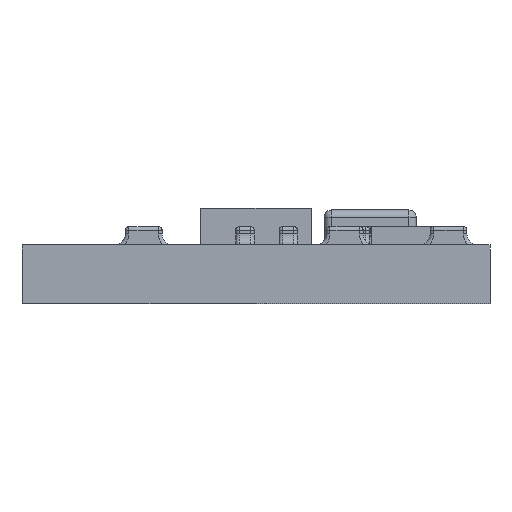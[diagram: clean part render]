
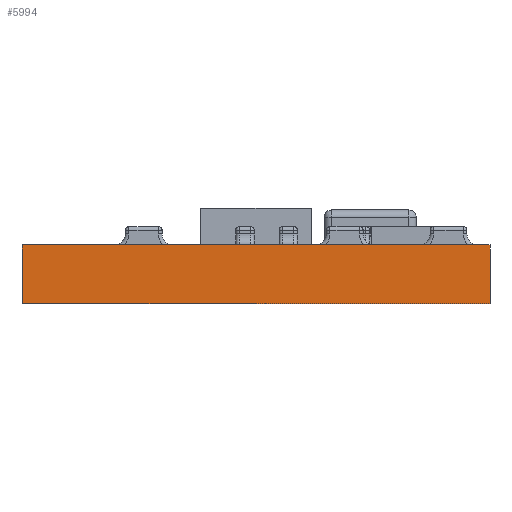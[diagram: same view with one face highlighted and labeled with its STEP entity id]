
A CAD part, front view. The second image highlights one B-rep face of the part: STEP entity #5994.
In plain terms, the highlighted planar face has unit normal (0, -1, 0).
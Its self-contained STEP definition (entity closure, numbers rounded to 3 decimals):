
#620=PLANE($,#6739);
#986=LINE($,#10387,#1362);
#990=LINE($,#10395,#1366);
#996=LINE($,#10406,#1372);
#997=LINE($,#10408,#1373);
#1362=VECTOR($,#8581,12.7);
#1366=VECTOR($,#8587,1.6);
#1372=VECTOR($,#8597,1.6);
#1373=VECTOR($,#8600,12.7);
#1899=FACE_OUTER_BOUND($,#2288,.T.);
#2288=EDGE_LOOP($,(#5416,#5417,#5418,#5419));
#3146=VERTEX_POINT($,#10385);
#3147=VERTEX_POINT($,#10386);
#3150=VERTEX_POINT($,#10394);
#3153=VERTEX_POINT($,#10404);
#3946=EDGE_CURVE($,#3146,#3147,#986,.T.);
#3950=EDGE_CURVE($,#3150,#3147,#990,.T.);
#3956=EDGE_CURVE($,#3146,#3153,#996,.T.);
#3957=EDGE_CURVE($,#3150,#3153,#997,.T.);
#5416=ORIENTED_EDGE($,*,*,#3956,.T.);
#5417=ORIENTED_EDGE($,*,*,#3957,.F.);
#5418=ORIENTED_EDGE($,*,*,#3950,.T.);
#5419=ORIENTED_EDGE($,*,*,#3946,.F.);
#5994=ADVANCED_FACE($,(#1899),#620,.T.);
#6739=AXIS2_PLACEMENT_3D($,#10407,#8598,#8599);
#8581=DIRECTION($,(-1.,0.,0.));
#8587=DIRECTION($,(0.,0.,-1.));
#8597=DIRECTION($,(0.,0.,1.));
#8598=DIRECTION('center_axis',(0.,-1.,0.));
#8599=DIRECTION('ref_axis',(1.,0.,0.));
#8600=DIRECTION($,(1.,0.,0.));
#10385=CARTESIAN_POINT('',(6.35,-8.89,-0.8));
#10386=CARTESIAN_POINT('',(-6.35,-8.89,-0.8));
#10387=CARTESIAN_POINT($,(-6.35,-8.89,-0.8));
#10394=CARTESIAN_POINT('',(-6.35,-8.89,0.8));
#10395=CARTESIAN_POINT($,(-6.35,-8.89,0.));
#10404=CARTESIAN_POINT('',(6.35,-8.89,0.8));
#10406=CARTESIAN_POINT($,(6.35,-8.89,0.));
#10407=CARTESIAN_POINT('Origin',(-6.35,-8.89,0.));
#10408=CARTESIAN_POINT($,(-6.35,-8.89,0.8));
